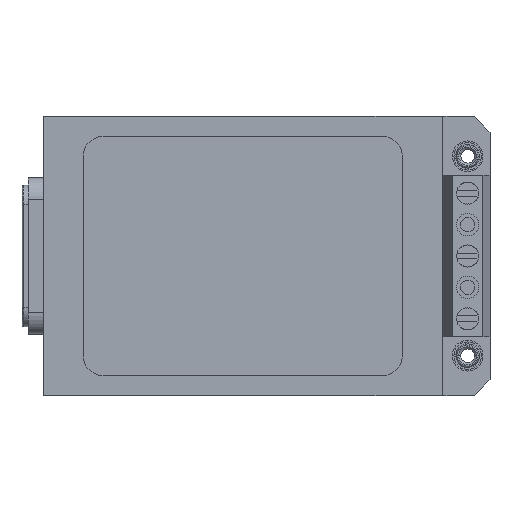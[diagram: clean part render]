
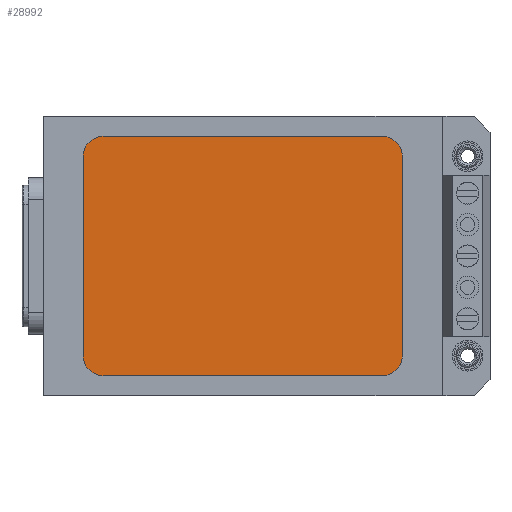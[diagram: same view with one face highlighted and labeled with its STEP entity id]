
A CAD part, front view. The second image highlights one B-rep face of the part: STEP entity #28992.
In plain terms, the highlighted face is planar.
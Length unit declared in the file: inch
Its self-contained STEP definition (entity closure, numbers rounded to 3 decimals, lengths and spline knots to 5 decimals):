
#194 = AXIS2_PLACEMENT_3D ( 'NONE', #9481, #17191, #14664 ) ;
#896 = VERTEX_POINT ( 'NONE', #9246 ) ;
#975 = AXIS2_PLACEMENT_3D ( 'NONE', #29566, #15029, #25222 ) ;
#1400 = EDGE_CURVE ( 'NONE', #27157, #896, #18918, .T. ) ;
#1451 = CARTESIAN_POINT ( 'NONE',  ( 1.875, 0., -0.002 ) ) ;
#1505 = EDGE_CURVE ( 'NONE', #9221, #7497, #29835, .T. ) ;
#1721 = CARTESIAN_POINT ( 'NONE',  ( 2., 0.125, -0.002 ) ) ;
#2677 = DIRECTION ( 'NONE',  ( 0., 0., 1. ) ) ;
#4172 = DIRECTION ( 'NONE',  ( 1., 0., 0. ) ) ;
#5286 = ORIENTED_EDGE ( 'NONE', *, *, #20663, .F. ) ;
#5374 = CARTESIAN_POINT ( 'NONE',  ( 0., 0.125, -0.002 ) ) ;
#6088 = EDGE_CURVE ( 'NONE', #20651, #9221, #8395, .T. ) ;
#7323 = ORIENTED_EDGE ( 'NONE', *, *, #1400, .F. ) ;
#7497 = VERTEX_POINT ( 'NONE', #17888 ) ;
#8395 = LINE ( 'NONE', #12702, #15355 ) ;
#8446 = VERTEX_POINT ( 'NONE', #15487 ) ;
#8965 = ORIENTED_EDGE ( 'NONE', *, *, #32883, .F. ) ;
#9221 = VERTEX_POINT ( 'NONE', #1451 ) ;
#9246 = CARTESIAN_POINT ( 'NONE',  ( 0., 0.125, -0.002 ) ) ;
#9481 = CARTESIAN_POINT ( 'NONE',  ( 0.125, 1.375, -0.002 ) ) ;
#9640 = ORIENTED_EDGE ( 'NONE', *, *, #32864, .F. ) ;
#9974 = CARTESIAN_POINT ( 'NONE',  ( 1.875, 1.5, -0.002 ) ) ;
#11911 = DIRECTION ( 'NONE',  ( 0., 1., 0. ) ) ;
#12020 = PLANE ( 'NONE',  #975 ) ;
#12702 = CARTESIAN_POINT ( 'NONE',  ( 0.125, 0., -0.002 ) ) ;
#14131 = VERTEX_POINT ( 'NONE', #9974 ) ;
#14664 = DIRECTION ( 'NONE',  ( -1., 0., 0. ) ) ;
#14759 = VERTEX_POINT ( 'NONE', #16017 ) ;
#15029 = DIRECTION ( 'NONE',  ( 0., 0., -1. ) ) ;
#15206 = DIRECTION ( 'NONE',  ( -1., 0., 0. ) ) ;
#15355 = VECTOR ( 'NONE', #26056, 39.37008 ) ;
#15487 = CARTESIAN_POINT ( 'NONE',  ( 0.125, 1.5, -0.002 ) ) ;
#16017 = CARTESIAN_POINT ( 'NONE',  ( 2., 1.375, -0.002 ) ) ;
#16052 = AXIS2_PLACEMENT_3D ( 'NONE', #25887, #2677, #15206 ) ;
#16523 = VECTOR ( 'NONE', #25753, 39.37008 ) ;
#16605 = LINE ( 'NONE', #1721, #32112 ) ;
#16705 = ORIENTED_EDGE ( 'NONE', *, *, #6088, .F. ) ;
#17104 = CARTESIAN_POINT ( 'NONE',  ( 1.875, 1.375, -0.002 ) ) ;
#17191 = DIRECTION ( 'NONE',  ( 0., 0., 1. ) ) ;
#17600 = AXIS2_PLACEMENT_3D ( 'NONE', #27212, #24064, #4172 ) ;
#17888 = CARTESIAN_POINT ( 'NONE',  ( 2., 0.125, -0.002 ) ) ;
#18918 = LINE ( 'NONE', #5374, #16523 ) ;
#19830 = CIRCLE ( 'NONE', #16052, 0.125 ) ;
#19958 = CIRCLE ( 'NONE', #194, 0.125 ) ;
#19977 = EDGE_CURVE ( 'NONE', #14131, #8446, #25506, .T. ) ;
#20078 = CARTESIAN_POINT ( 'NONE',  ( 0., 1.375, -0.002 ) ) ;
#20651 = VERTEX_POINT ( 'NONE', #24859 ) ;
#20663 = EDGE_CURVE ( 'NONE', #8446, #27157, #19958, .T. ) ;
#21752 = DIRECTION ( 'NONE',  ( 0., 0., 1. ) ) ;
#22513 = AXIS2_PLACEMENT_3D ( 'NONE', #17104, #21752, #31935 ) ;
#22531 = CIRCLE ( 'NONE', #22513, 0.125 ) ;
#22873 = EDGE_LOOP ( 'NONE', ( #5286, #28549, #8965, #9640, #32650, #16705, #26080, #7323 ) ) ;
#23950 = EDGE_CURVE ( 'NONE', #896, #20651, #19830, .T. ) ;
#24064 = DIRECTION ( 'NONE',  ( 0., 0., 1. ) ) ;
#24859 = CARTESIAN_POINT ( 'NONE',  ( 0.125, 0., -0.002 ) ) ;
#25187 = CARTESIAN_POINT ( 'NONE',  ( 0.125, 1.5, -0.002 ) ) ;
#25222 = DIRECTION ( 'NONE',  ( -1., 0., 0. ) ) ;
#25351 = DIRECTION ( 'NONE',  ( -1., 0., 0. ) ) ;
#25506 = LINE ( 'NONE', #25187, #31956 ) ;
#25753 = DIRECTION ( 'NONE',  ( 0., -1., 0. ) ) ;
#25887 = CARTESIAN_POINT ( 'NONE',  ( 0.125, 0.125, -0.002 ) ) ;
#26056 = DIRECTION ( 'NONE',  ( 1., 0., 0. ) ) ;
#26080 = ORIENTED_EDGE ( 'NONE', *, *, #23950, .F. ) ;
#27157 = VERTEX_POINT ( 'NONE', #20078 ) ;
#27212 = CARTESIAN_POINT ( 'NONE',  ( 1.875, 0.125, -0.002 ) ) ;
#27713 = FACE_OUTER_BOUND ( 'NONE', #22873, .T. ) ;
#28549 = ORIENTED_EDGE ( 'NONE', *, *, #19977, .F. ) ;
#28992 = ADVANCED_FACE ( 'NONE', ( #27713 ), #12020, .T. ) ;
#29566 = CARTESIAN_POINT ( 'NONE',  ( 0.125, 1.375, -0.002 ) ) ;
#29835 = CIRCLE ( 'NONE', #17600, 0.125 ) ;
#31935 = DIRECTION ( 'NONE',  ( -1., 0., 0. ) ) ;
#31956 = VECTOR ( 'NONE', #25351, 39.37008 ) ;
#32112 = VECTOR ( 'NONE', #11911, 39.37008 ) ;
#32650 = ORIENTED_EDGE ( 'NONE', *, *, #1505, .F. ) ;
#32864 = EDGE_CURVE ( 'NONE', #7497, #14759, #16605, .T. ) ;
#32883 = EDGE_CURVE ( 'NONE', #14759, #14131, #22531, .T. ) ;
